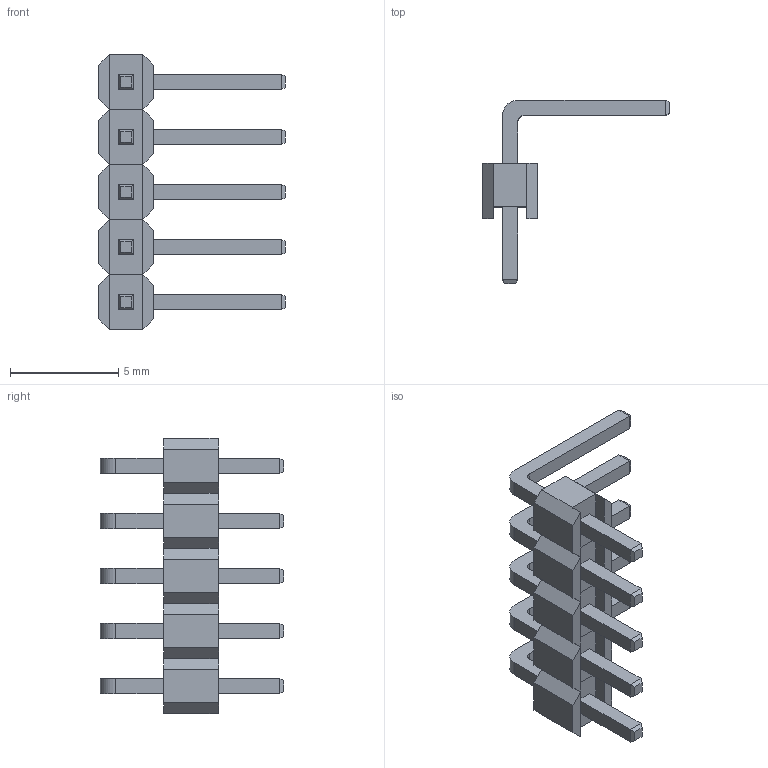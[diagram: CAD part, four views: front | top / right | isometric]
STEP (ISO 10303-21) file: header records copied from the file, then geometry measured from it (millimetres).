
FILE_DESCRIPTION (( 'STEP AP214' ), '1' );
FILE_NAME ('B10B7F6D-EF05-40C8-A171-3941BC33C47B.STEP', '2023-08-09T10:42:00', ( '' ), ( '' ), 'SwSTEP 2.0', 'SolidWorks 2022', '' );
FILE_SCHEMA (( 'AUTOMOTIVE_DESIGN' ));
Length unit declared in the file: millimetre
Products named in the file (1): B10B7F6D-EF05-40C8-A171-3941BC33C47B
Bounding box: 8.62 x 8.45 x 12.7 mm (x, y, z)
Volume: 97.5 mm3; surface area: 362.6 mm2
Topology: 5 solids, 5 shells, 180 faces, 420 edges, 260 vertices
Faces by surface type: plane 170, cylinder 10
Entity records: 5804 total; most frequent: CARTESIAN_POINT 861, ORIENTED_EDGE 840, DIRECTION 802, EDGE_CURVE 420, LINE 400, VECTOR 400, VERTEX_POINT 260, AXIS2_PLACEMENT_3D 201
